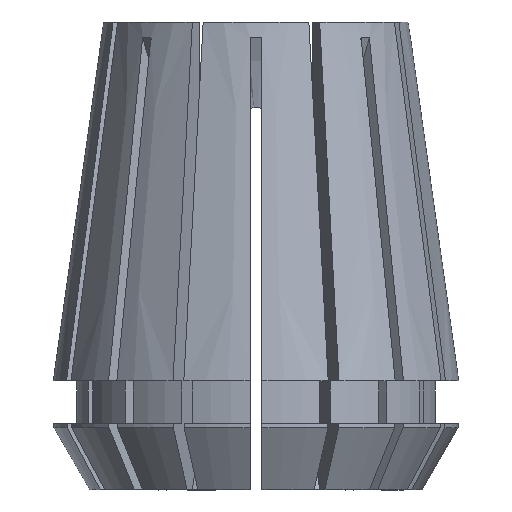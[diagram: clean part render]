
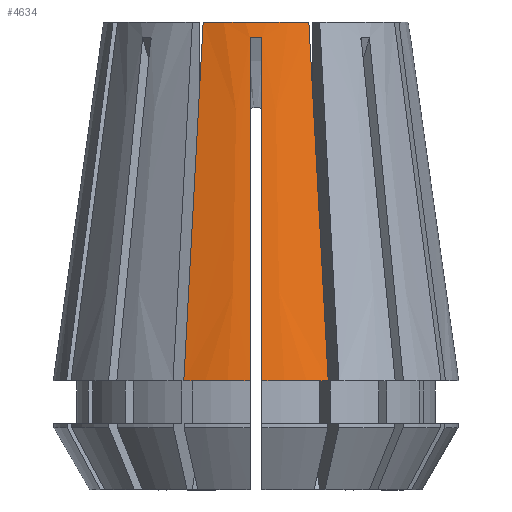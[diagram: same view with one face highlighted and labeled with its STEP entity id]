
A CAD part, front view. The second image highlights one B-rep face of the part: STEP entity #4634.
In plain terms, the highlighted conical face has half-angle 8 degrees and reference radius 25.998 mm.
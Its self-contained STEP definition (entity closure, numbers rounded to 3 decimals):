
#97 = CIRCLE ( 'NONE', #3358, 25.998 ) ;
#107 = CARTESIAN_POINT ( 'NONE',  ( 6.777, -18.32, 0. ) ) ;
#307 = AXIS2_PLACEMENT_3D ( 'NONE', #1640, #5420, #1219 ) ;
#419 = VERTEX_POINT ( 'NONE', #1276 ) ;
#655 = ORIENTED_EDGE ( 'NONE', *, *, #4066, .F. ) ;
#680 = CARTESIAN_POINT ( 'NONE',  ( -8.427, -22.304, -30.667 ) ) ;
#711 = CARTESIAN_POINT ( 'NONE',  ( -6.777, -18.32, 0. ) ) ;
#713 = CARTESIAN_POINT ( 'NONE',  ( 0., 0., -46. ) ) ;
#939 = CARTESIAN_POINT ( 'NONE',  ( 0.75, -23.926, -31.341 ) ) ;
#986 = DIRECTION ( 'NONE',  ( 0., 0., 1. ) ) ;
#1113 = DIRECTION ( 'NONE',  ( 0., 0., 1. ) ) ;
#1145 = DIRECTION ( 'NONE',  ( -1., 0., 0. ) ) ;
#1219 = DIRECTION ( 'NONE',  ( 1., 0., 0. ) ) ;
#1276 = CARTESIAN_POINT ( 'NONE',  ( -0.75, -19.803, -2.023 ) ) ;
#1353 = CARTESIAN_POINT ( 'NONE',  ( -6.777, -18.32, 0. ) ) ;
#1400 = DIRECTION ( 'NONE',  ( 1., 0., 0. ) ) ;
#1450 = CARTESIAN_POINT ( 'NONE',  ( -0.75, -19.803, -2.023 ) ) ;
#1497 = EDGE_CURVE ( 'NONE', #4326, #3063, #1552, .T. ) ;
#1523 = CARTESIAN_POINT ( 'NONE',  ( -7.602, -20.312, -15.333 ) ) ;
#1552 = CIRCLE ( 'NONE', #2908, 25.998 ) ;
#1555 = B_SPLINE_CURVE_WITH_KNOTS ( 'NONE', 3,
 ( #4014, #4428, #3124, #1835 ),
 .UNSPECIFIED., .F., .F.,
 ( 4, 4 ),
 ( 0., 0.046 ),
 .UNSPECIFIED. ) ;
#1625 = CARTESIAN_POINT ( 'NONE',  ( -0.75, -25.987, -46. ) ) ;
#1640 = CARTESIAN_POINT ( 'NONE',  ( 0., 0., 0. ) ) ;
#1763 = CARTESIAN_POINT ( 'NONE',  ( 9.252, -24.296, -46. ) ) ;
#1813 = CARTESIAN_POINT ( 'NONE',  ( 0., 0., -46. ) ) ;
#1835 = CARTESIAN_POINT ( 'NONE',  ( 6.777, -18.32, 0. ) ) ;
#1863 = CARTESIAN_POINT ( 'NONE',  ( 0.75, -19.803, -2.023 ) ) ;
#1878 = AXIS2_PLACEMENT_3D ( 'NONE', #2448, #3309, #1145 ) ;
#1883 = VERTEX_POINT ( 'NONE', #1353 ) ;
#1956 = ORIENTED_EDGE ( 'NONE', *, *, #3446, .T. ) ;
#2010 = CARTESIAN_POINT ( 'NONE',  ( -0.75, -25.987, -46. ) ) ;
#2073 = B_SPLINE_CURVE_WITH_KNOTS ( 'NONE', 3,
 ( #4002, #939, #2684, #1863 ),
 .UNSPECIFIED., .F., .F.,
 ( 4, 4 ),
 ( 0.038, 0.082 ),
 .UNSPECIFIED. ) ;
#2412 = B_SPLINE_CURVE_WITH_KNOTS ( 'NONE', 3,
 ( #1450, #5287, #4038, #4443 ),
 .UNSPECIFIED., .F., .F.,
 ( 4, 4 ),
 ( 0., 0.002 ),
 .UNSPECIFIED. ) ;
#2448 = CARTESIAN_POINT ( 'NONE',  ( 0., 0., -46. ) ) ;
#2490 = CIRCLE ( 'NONE', #307, 19.533 ) ;
#2530 = CARTESIAN_POINT ( 'NONE',  ( -0.75, -21.865, -16.682 ) ) ;
#2684 = CARTESIAN_POINT ( 'NONE',  ( 0.75, -21.865, -16.682 ) ) ;
#2857 = CARTESIAN_POINT ( 'NONE',  ( -9.252, -24.296, -46. ) ) ;
#2880 = VERTEX_POINT ( 'NONE', #1763 ) ;
#2908 = AXIS2_PLACEMENT_3D ( 'NONE', #1813, #986, #1400 ) ;
#2973 = VERTEX_POINT ( 'NONE', #3543 ) ;
#3063 = VERTEX_POINT ( 'NONE', #2010 ) ;
#3078 = EDGE_CURVE ( 'NONE', #3906, #2880, #97, .T. ) ;
#3124 = CARTESIAN_POINT ( 'NONE',  ( 7.602, -20.312, -15.333 ) ) ;
#3162 = EDGE_CURVE ( 'NONE', #1883, #3930, #2490, .T. ) ;
#3206 = EDGE_CURVE ( 'NONE', #3063, #419, #5429, .T. ) ;
#3309 = DIRECTION ( 'NONE',  ( 0., 0., -1. ) ) ;
#3353 = CARTESIAN_POINT ( 'NONE',  ( -0.75, -19.803, -2.023 ) ) ;
#3358 = AXIS2_PLACEMENT_3D ( 'NONE', #713, #1113, #3704 ) ;
#3446 = EDGE_CURVE ( 'NONE', #419, #2973, #2412, .T. ) ;
#3543 = CARTESIAN_POINT ( 'NONE',  ( 0.75, -19.803, -2.023 ) ) ;
#3573 = CARTESIAN_POINT ( 'NONE',  ( -9.252, -24.296, -46. ) ) ;
#3704 = DIRECTION ( 'NONE',  ( 1., 0., 0. ) ) ;
#3731 = EDGE_CURVE ( 'NONE', #2880, #3930, #1555, .T. ) ;
#3870 = EDGE_LOOP ( 'NONE', ( #655, #5071, #5166, #1956, #4775, #4476, #5169, #4092 ) ) ;
#3906 = VERTEX_POINT ( 'NONE', #4048 ) ;
#3930 = VERTEX_POINT ( 'NONE', #107 ) ;
#4002 = CARTESIAN_POINT ( 'NONE',  ( 0.75, -25.987, -46. ) ) ;
#4014 = CARTESIAN_POINT ( 'NONE',  ( 9.252, -24.296, -46. ) ) ;
#4038 = CARTESIAN_POINT ( 'NONE',  ( 0.25, -19.818, -1.992 ) ) ;
#4048 = CARTESIAN_POINT ( 'NONE',  ( 0.75, -25.987, -46. ) ) ;
#4066 = EDGE_CURVE ( 'NONE', #4326, #1883, #4118, .T. ) ;
#4092 = ORIENTED_EDGE ( 'NONE', *, *, #3162, .F. ) ;
#4118 = B_SPLINE_CURVE_WITH_KNOTS ( 'NONE', 3,
 ( #2857, #680, #1523, #711 ),
 .UNSPECIFIED., .F., .F.,
 ( 4, 4 ),
 ( 0., 0.046 ),
 .UNSPECIFIED. ) ;
#4326 = VERTEX_POINT ( 'NONE', #3573 ) ;
#4428 = CARTESIAN_POINT ( 'NONE',  ( 8.427, -22.304, -30.667 ) ) ;
#4443 = CARTESIAN_POINT ( 'NONE',  ( 0.75, -19.803, -2.023 ) ) ;
#4476 = ORIENTED_EDGE ( 'NONE', *, *, #3078, .T. ) ;
#4634 = ADVANCED_FACE ( 'NONE', ( #4834 ), #4955, .T. ) ;
#4775 = ORIENTED_EDGE ( 'NONE', *, *, #5435, .F. ) ;
#4834 = FACE_OUTER_BOUND ( 'NONE', #3870, .T. ) ;
#4955 = CONICAL_SURFACE ( 'NONE', #1878, 25.998, 0.14 ) ;
#4992 = CARTESIAN_POINT ( 'NONE',  ( -0.75, -23.926, -31.341 ) ) ;
#5071 = ORIENTED_EDGE ( 'NONE', *, *, #1497, .T. ) ;
#5166 = ORIENTED_EDGE ( 'NONE', *, *, #3206, .T. ) ;
#5169 = ORIENTED_EDGE ( 'NONE', *, *, #3731, .T. ) ;
#5287 = CARTESIAN_POINT ( 'NONE',  ( -0.25, -19.818, -1.992 ) ) ;
#5420 = DIRECTION ( 'NONE',  ( 0., 0., 1. ) ) ;
#5429 = B_SPLINE_CURVE_WITH_KNOTS ( 'NONE', 3,
 ( #1625, #4992, #2530, #3353 ),
 .UNSPECIFIED., .F., .F.,
 ( 4, 4 ),
 ( 0.038, 0.082 ),
 .UNSPECIFIED. ) ;
#5435 = EDGE_CURVE ( 'NONE', #3906, #2973, #2073, .T. ) ;
